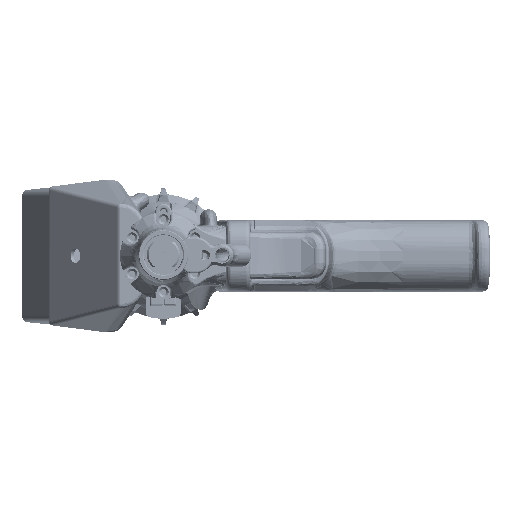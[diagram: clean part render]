
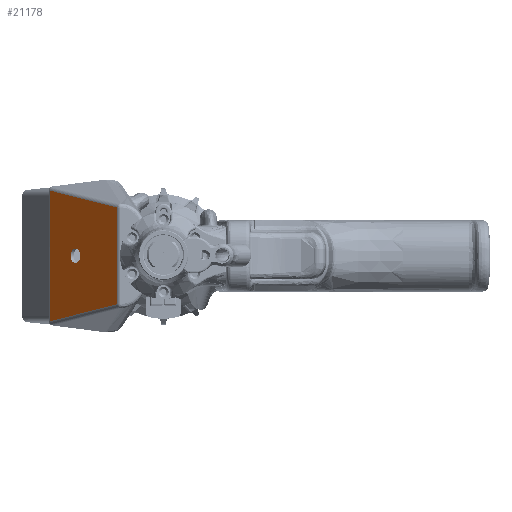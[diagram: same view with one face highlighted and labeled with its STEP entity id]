
A CAD part, top view. The second image highlights one B-rep face of the part: STEP entity #21178.
In plain terms, the highlighted free-form (B-spline) face has degree [1, 1] with [2, 2] control points.
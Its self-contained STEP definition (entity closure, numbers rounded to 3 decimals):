
#16905 = VERTEX_POINT('',#16906);
#16906 = CARTESIAN_POINT('',(-45.398,0.,
    74.357));
#16911 = EDGE_CURVE('',#16912,#16905,#16914,.T.);
#16912 = VERTEX_POINT('',#16913);
#16913 = CARTESIAN_POINT('',(-40.727,0.,
    79.671));
#16914 = ( BOUNDED_CURVE() B_SPLINE_CURVE(2,(#16915,#16916,#16917,#16918
,#16919),.UNSPECIFIED.,.F.,.F.) B_SPLINE_CURVE_WITH_KNOTS((3,2,3),(
    3.142,4.712,6.283),
.PIECEWISE_BEZIER_KNOTS.) CURVE() GEOMETRIC_REPRESENTATION_ITEM() 
RATIONAL_B_SPLINE_CURVE((1.,0.707,1.,0.707,1.)) 
REPRESENTATION_ITEM('') );
#16915 = CARTESIAN_POINT('',(-40.727,0.,
    79.671));
#16916 = CARTESIAN_POINT('',(-40.727,3.538,
    79.671));
#16917 = CARTESIAN_POINT('',(-43.063,3.538,
    77.014));
#16918 = CARTESIAN_POINT('',(-45.398,3.538,
    74.357));
#16919 = CARTESIAN_POINT('',(-45.398,0.,
    74.357));
#21178 = ADVANCED_FACE('',(#21179,#21190),#21220,.F.);
#21179 = FACE_BOUND('',#21180,.T.);
#21180 = EDGE_LOOP('',(#21181,#21189));
#21181 = ORIENTED_EDGE('',*,*,#21182,.F.);
#21182 = EDGE_CURVE('',#16905,#16912,#21183,.T.);
#21183 = ( BOUNDED_CURVE() B_SPLINE_CURVE(2,(#21184,#21185,#21186,#21187
,#21188),.UNSPECIFIED.,.F.,.F.) B_SPLINE_CURVE_WITH_KNOTS((3,2,3),(0.,
1.571,3.142),.PIECEWISE_BEZIER_KNOTS.) CURVE() 
GEOMETRIC_REPRESENTATION_ITEM() RATIONAL_B_SPLINE_CURVE((1.,
0.707,1.,0.707,1.)) REPRESENTATION_ITEM('') );
#21184 = CARTESIAN_POINT('',(-45.398,0.,
    74.357));
#21185 = CARTESIAN_POINT('',(-45.398,-3.538,
    74.357));
#21186 = CARTESIAN_POINT('',(-43.063,-3.538,
    77.014));
#21187 = CARTESIAN_POINT('',(-40.727,-3.538,
    79.671));
#21188 = CARTESIAN_POINT('',(-40.727,0.,
    79.671));
#21189 = ORIENTED_EDGE('',*,*,#16911,.F.);
#21190 = FACE_BOUND('',#21191,.T.);
#21191 = EDGE_LOOP('',(#21192,#21201,#21208,#21215));
#21192 = ORIENTED_EDGE('',*,*,#21193,.T.);
#21193 = EDGE_CURVE('',#21194,#21196,#21198,.T.);
#21194 = VERTEX_POINT('',#21195);
#21195 = CARTESIAN_POINT('',(-55.706,-32.023,
    62.632));
#21196 = VERTEX_POINT('',#21197);
#21197 = CARTESIAN_POINT('',(-22.573,-23.648,
    100.322));
#21198 = B_SPLINE_CURVE_WITH_KNOTS('',1,(#21199,#21200),.UNSPECIFIED.,
  .F.,.F.,(2,2),(-50.962,-0.628),
  .PIECEWISE_BEZIER_KNOTS.);
#21199 = CARTESIAN_POINT('',(-55.706,-32.023,
    62.632));
#21200 = CARTESIAN_POINT('',(-22.573,-23.648,
    100.322));
#21201 = ORIENTED_EDGE('',*,*,#21202,.T.);
#21202 = EDGE_CURVE('',#21196,#21203,#21205,.T.);
#21203 = VERTEX_POINT('',#21204);
#21204 = CARTESIAN_POINT('',(-22.573,23.648,
    100.322));
#21205 = B_SPLINE_CURVE_WITH_KNOTS('',1,(#21206,#21207),.UNSPECIFIED.,
  .F.,.F.,(2,2),(13.604,60.396),
  .PIECEWISE_BEZIER_KNOTS.);
#21206 = CARTESIAN_POINT('',(-22.573,-23.648,
    100.322));
#21207 = CARTESIAN_POINT('',(-22.573,23.648,
    100.322));
#21208 = ORIENTED_EDGE('',*,*,#21209,.T.);
#21209 = EDGE_CURVE('',#21203,#21210,#21212,.T.);
#21210 = VERTEX_POINT('',#21211);
#21211 = CARTESIAN_POINT('',(-55.706,32.023,
    62.632));
#21212 = B_SPLINE_CURVE_WITH_KNOTS('',1,(#21213,#21214),.UNSPECIFIED.,
  .F.,.F.,(2,2),(-50.64,-0.306),
  .PIECEWISE_BEZIER_KNOTS.);
#21213 = CARTESIAN_POINT('',(-22.573,23.648,
    100.322));
#21214 = CARTESIAN_POINT('',(-55.706,32.023,
    62.632));
#21215 = ORIENTED_EDGE('',*,*,#21216,.T.);
#21216 = EDGE_CURVE('',#21210,#21194,#21217,.T.);
#21217 = B_SPLINE_CURVE_WITH_KNOTS('',1,(#21218,#21219),.UNSPECIFIED.,
  .F.,.F.,(2,2),(-65.122,-1.758),
  .PIECEWISE_BEZIER_KNOTS.);
#21218 = CARTESIAN_POINT('',(-55.706,32.023,
    62.632));
#21219 = CARTESIAN_POINT('',(-55.706,-32.023,
    62.632));
#21220 = B_SPLINE_SURFACE_WITH_KNOTS('',1,1,(
    (#21221,#21222)
    ,(#21223,#21224
    )),.UNSPECIFIED.,.F.,.F.,.F.,(2,2),(2,2),(0.4,
    50.048),(-68.682,-5.318),
  .PIECEWISE_BEZIER_KNOTS.);
#21221 = CARTESIAN_POINT('',(-55.706,32.023,
    62.632));
#21222 = CARTESIAN_POINT('',(-55.706,-32.023,
    62.632));
#21223 = CARTESIAN_POINT('',(-22.573,32.023,
    100.322));
#21224 = CARTESIAN_POINT('',(-22.573,-32.023,
    100.322));
